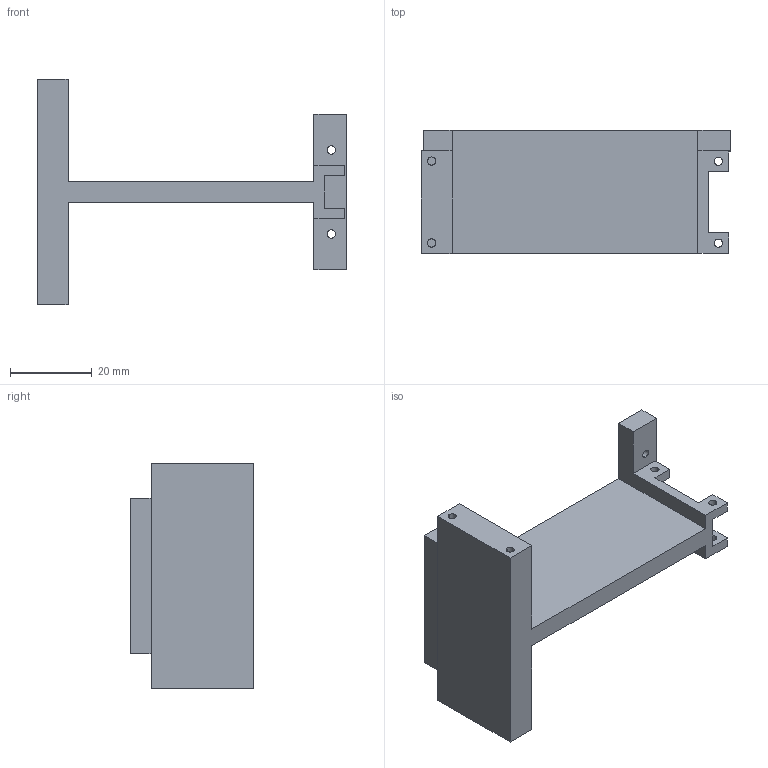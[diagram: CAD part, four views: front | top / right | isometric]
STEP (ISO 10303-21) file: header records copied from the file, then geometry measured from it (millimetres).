
FILE_DESCRIPTION (( 'STEP AP214' ), '1' );
FILE_NAME ('hip_spine.STEP', '2017-10-18T03:04:38', ( '' ), ( '' ), 'SwSTEP 2.0', 'SolidWorks 2013', '' );
FILE_SCHEMA (( 'AUTOMOTIVE_DESIGN' ));
Length unit declared in the file: millimetre
Products named in the file (1): hip_spine
Bounding box: 75.5 x 30 x 55 mm (x, y, z)
Volume: 23067.9 mm3; surface area: 10669.5 mm2
Topology: 1 solids, 1 shells, 64 faces, 168 edges, 112 vertices
Faces by surface type: plane 40, cylinder 24
Entity records: 2038 total; most frequent: DIRECTION 346, CARTESIAN_POINT 345, ORIENTED_EDGE 336, EDGE_CURVE 168, VECTOR 120, LINE 120, AXIS2_PLACEMENT_3D 113, VERTEX_POINT 112
